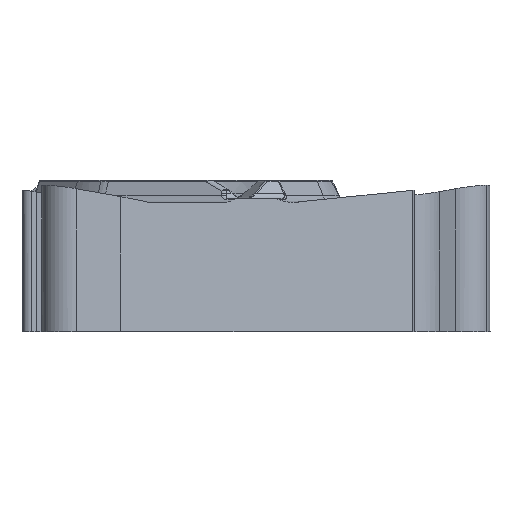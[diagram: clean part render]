
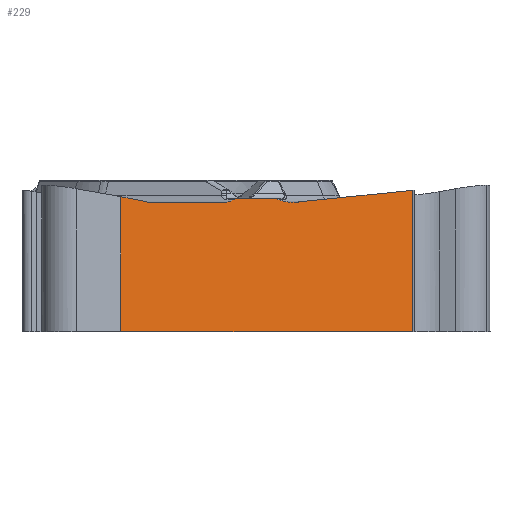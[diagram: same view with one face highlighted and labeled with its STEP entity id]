
A CAD part, front view. The second image highlights one B-rep face of the part: STEP entity #229.
In plain terms, the highlighted planar face has unit normal (0.5, -0.866, 0).
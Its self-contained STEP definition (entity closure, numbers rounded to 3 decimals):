
#229=ADVANCED_FACE('',(#494),#447,.F.);
#447=PLANE('',#3579);
#494=FACE_OUTER_BOUND('',#707,.T.);
#707=EDGE_LOOP('',(#1132,#1133,#1134,#1135,#1136,#1137,#1138,#1139,#1140,
#1141,#1142,#1143,#1144,#1145));
#930=CIRCLE('',#3578,0.32);
#1063=ELLIPSE('',#3574,0.64,0.32);
#1064=ELLIPSE('',#3575,0.3,0.15);
#1065=ELLIPSE('',#3576,0.177,0.15);
#1066=ELLIPSE('',#3577,0.377,0.32);
#1132=ORIENTED_EDGE('',*,*,#2488,.F.);
#1133=ORIENTED_EDGE('',*,*,#2489,.F.);
#1134=ORIENTED_EDGE('',*,*,#2490,.F.);
#1135=ORIENTED_EDGE('',*,*,#2491,.T.);
#1136=ORIENTED_EDGE('',*,*,#2492,.T.);
#1137=ORIENTED_EDGE('',*,*,#2493,.F.);
#1138=ORIENTED_EDGE('',*,*,#2494,.F.);
#1139=ORIENTED_EDGE('',*,*,#2495,.F.);
#1140=ORIENTED_EDGE('',*,*,#2496,.F.);
#1141=ORIENTED_EDGE('',*,*,#2497,.T.);
#1142=ORIENTED_EDGE('',*,*,#2498,.T.);
#1143=ORIENTED_EDGE('',*,*,#2499,.T.);
#1144=ORIENTED_EDGE('',*,*,#2500,.F.);
#1145=ORIENTED_EDGE('',*,*,#2501,.F.);
#2178=VERTEX_POINT('',#5083);
#2179=VERTEX_POINT('',#5084);
#2180=VERTEX_POINT('',#5086);
#2181=VERTEX_POINT('',#5088);
#2182=VERTEX_POINT('',#5090);
#2183=VERTEX_POINT('',#5092);
#2184=VERTEX_POINT('',#5100);
#2185=VERTEX_POINT('',#5102);
#2186=VERTEX_POINT('',#5104);
#2187=VERTEX_POINT('',#5106);
#2188=VERTEX_POINT('',#5108);
#2189=VERTEX_POINT('',#5110);
#2190=VERTEX_POINT('',#5112);
#2191=VERTEX_POINT('',#5114);
#2488=EDGE_CURVE('',#2178,#2179,#3011,.T.);
#2489=EDGE_CURVE('',#2180,#2178,#3012,.T.);
#2490=EDGE_CURVE('',#2181,#2180,#3013,.T.);
#2491=EDGE_CURVE('',#2181,#2182,#1063,.T.);
#2492=EDGE_CURVE('',#2182,#2183,#3014,.T.);
#2493=EDGE_CURVE('',#2184,#2183,#3427,.T.);
#2494=EDGE_CURVE('',#2185,#2184,#1064,.T.);
#2495=EDGE_CURVE('',#2186,#2185,#3015,.T.);
#2496=EDGE_CURVE('',#2187,#2186,#1065,.T.);
#2497=EDGE_CURVE('',#2187,#2188,#1066,.T.);
#2498=EDGE_CURVE('',#2188,#2189,#3016,.T.);
#2499=EDGE_CURVE('',#2189,#2190,#930,.T.);
#2500=EDGE_CURVE('',#2191,#2190,#3017,.T.);
#2501=EDGE_CURVE('',#2179,#2191,#3018,.T.);
#3011=LINE('',#5082,#3212);
#3012=LINE('',#5085,#3213);
#3013=LINE('',#5087,#3214);
#3014=LINE('',#5091,#3215);
#3015=LINE('',#5103,#3216);
#3016=LINE('',#5109,#3217);
#3017=LINE('',#5113,#3218);
#3018=LINE('',#5115,#3219);
#3212=VECTOR('',#3913,1.);
#3213=VECTOR('',#3914,1.);
#3214=VECTOR('',#3915,1.);
#3215=VECTOR('',#3918,1.);
#3216=VECTOR('',#3921,1.);
#3217=VECTOR('',#3926,1.);
#3218=VECTOR('',#3929,1.);
#3219=VECTOR('',#3930,1.);
#3427=B_SPLINE_CURVE_WITH_KNOTS('',3,(#5093,#5094,#5095,#5096,#5097,#5098,
#5099),.UNSPECIFIED.,.F.,.F.,(4,3,4),(0.,0.503,1.),
 .UNSPECIFIED.);
#3574=AXIS2_PLACEMENT_3D('',#5089,#3916,#3917);
#3575=AXIS2_PLACEMENT_3D('',#5101,#3919,#3920);
#3576=AXIS2_PLACEMENT_3D('',#5105,#3922,#3923);
#3577=AXIS2_PLACEMENT_3D('',#5107,#3924,#3925);
#3578=AXIS2_PLACEMENT_3D('',#5111,#3927,#3928);
#3579=AXIS2_PLACEMENT_3D('',#5116,#3931,#3932);
#3913=DIRECTION('',(-0.866,-0.5,0.));
#3914=DIRECTION('',(0.,0.,-1.));
#3915=DIRECTION('',(0.863,0.498,0.088));
#3916=DIRECTION('',(-0.5,0.866,0.));
#3917=DIRECTION('',(0.866,0.5,0.));
#3918=DIRECTION('',(-0.866,-0.5,0.));
#3919=DIRECTION('',(-0.5,0.866,0.));
#3920=DIRECTION('',(-0.866,-0.5,0.));
#3921=DIRECTION('',(0.866,0.5,0.));
#3922=DIRECTION('',(-0.5,0.866,0.));
#3923=DIRECTION('',(0.866,0.5,0.));
#3924=DIRECTION('',(-0.5,0.866,0.));
#3925=DIRECTION('',(0.866,0.5,0.));
#3926=DIRECTION('',(-0.866,-0.5,0.));
#3927=DIRECTION('',(-0.5,0.866,0.));
#3928=DIRECTION('',(0.,0.,-1.));
#3929=DIRECTION('',(0.853,0.492,-0.174));
#3930=DIRECTION('',(0.,0.,1.));
#3931=DIRECTION('',(-0.5,0.866,0.));
#3932=DIRECTION('',(0.,0.,-1.));
#5082=CARTESIAN_POINT('',(-0.367,-5.711,-3.97));
#5083=CARTESIAN_POINT('',(5.824,-2.137,-3.97));
#5084=CARTESIAN_POINT('',(-2.08,-6.7,-3.97));
#5085=CARTESIAN_POINT('',(5.824,-2.137,0.));
#5086=CARTESIAN_POINT('',(5.824,-2.137,-0.139));
#5087=CARTESIAN_POINT('',(-0.308,-5.677,-0.763));
#5088=CARTESIAN_POINT('',(2.718,-3.93,-0.455));
#5089=CARTESIAN_POINT('',(2.622,-3.986,-0.14));
#5090=CARTESIAN_POINT('',(2.622,-3.986,-0.46));
#5091=CARTESIAN_POINT('',(-0.367,-5.711,-0.46));
#5092=CARTESIAN_POINT('',(2.541,-4.032,-0.46));
#5093=CARTESIAN_POINT('',(2.225,-4.215,-0.4));
#5094=CARTESIAN_POINT('',(2.275,-4.186,-0.421));
#5095=CARTESIAN_POINT('',(2.328,-4.155,-0.436));
#5096=CARTESIAN_POINT('',(2.381,-4.124,-0.446));
#5097=CARTESIAN_POINT('',(2.434,-4.094,-0.455));
#5098=CARTESIAN_POINT('',(2.487,-4.063,-0.46));
#5099=CARTESIAN_POINT('',(2.541,-4.032,-0.46));
#5100=CARTESIAN_POINT('',(2.225,-4.215,-0.4));
#5101=CARTESIAN_POINT('',(2.07,-4.304,-0.52));
#5102=CARTESIAN_POINT('',(2.07,-4.304,-0.37));
#5103=CARTESIAN_POINT('',(5.129,-2.538,-0.37));
#5104=CARTESIAN_POINT('',(1.04,-4.899,-0.37));
#5105=CARTESIAN_POINT('',(1.04,-4.899,-0.52));
#5106=CARTESIAN_POINT('',(0.95,-4.951,-0.399));
#5107=CARTESIAN_POINT('',(0.757,-5.062,-0.14));
#5108=CARTESIAN_POINT('',(0.757,-5.062,-0.46));
#5109=CARTESIAN_POINT('',(5.129,-2.538,-0.46));
#5110=CARTESIAN_POINT('',(-1.311,-6.256,-0.46));
#5111=CARTESIAN_POINT('',(-1.311,-6.256,-0.14));
#5112=CARTESIAN_POINT('',(-1.359,-6.284,-0.455));
#5113=CARTESIAN_POINT('',(4.866,-2.69,-1.723));
#5114=CARTESIAN_POINT('',(-2.08,-6.7,-0.308));
#5115=CARTESIAN_POINT('',(-2.08,-6.7,0.));
#5116=CARTESIAN_POINT('',(-0.367,-5.711,0.));
